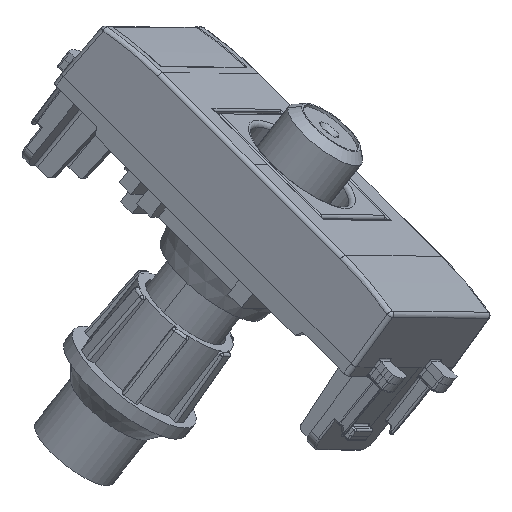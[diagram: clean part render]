
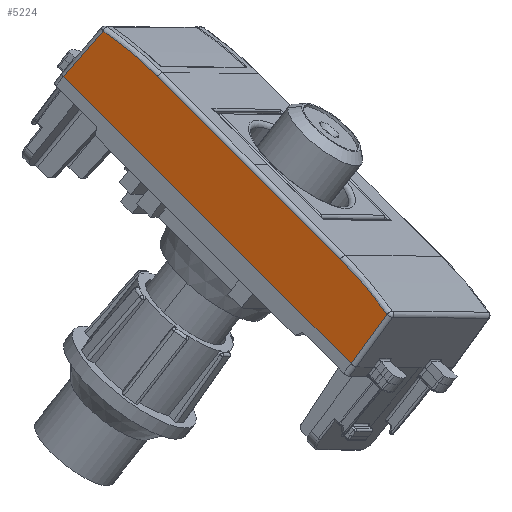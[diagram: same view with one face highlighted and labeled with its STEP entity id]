
A CAD part, isometric view. The second image highlights one B-rep face of the part: STEP entity #5224.
In plain terms, the highlighted face is planar.
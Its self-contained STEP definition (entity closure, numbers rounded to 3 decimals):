
#3872=CARTESIAN_POINT('Vertex',(-21.669,11.119,7.708)) ;
#3875=CARTESIAN_POINT('Line Origine',(-21.78,11.141,5.16)) ;
#3879=CARTESIAN_POINT('Vertex',(-21.95,11.175,1.275)) ;
#5177=CARTESIAN_POINT('Axis2P3D Location',(0.,11.175,1.275)) ;
#5183=CARTESIAN_POINT('Control Point',(-13.969,11.113,8.379)) ;
#5184=CARTESIAN_POINT('Control Point',(-16.549,11.113,8.379)) ;
#5185=CARTESIAN_POINT('Control Point',(-19.128,11.115,8.155)) ;
#5186=CARTESIAN_POINT('Control Point',(-21.669,11.119,7.708)) ;
#5187=CARTESIAN_POINT('Vertex',(-13.969,11.113,8.379)) ;
#5190=CARTESIAN_POINT('Line Origine',(0.,11.113,8.379)) ;
#5194=CARTESIAN_POINT('Vertex',(13.969,11.113,8.379)) ;
#5198=CARTESIAN_POINT('Control Point',(21.669,11.119,7.708)) ;
#5199=CARTESIAN_POINT('Control Point',(19.128,11.115,8.155)) ;
#5200=CARTESIAN_POINT('Control Point',(16.549,11.113,8.379)) ;
#5201=CARTESIAN_POINT('Control Point',(13.969,11.113,8.379)) ;
#5202=CARTESIAN_POINT('Vertex',(21.669,11.119,7.708)) ;
#5206=CARTESIAN_POINT('Control Point',(21.669,11.119,7.708)) ;
#5207=CARTESIAN_POINT('Control Point',(21.95,11.175,1.275)) ;
#5208=CARTESIAN_POINT('Vertex',(21.95,11.175,1.275)) ;
#5211=CARTESIAN_POINT('Line Origine',(0.,11.175,1.275)) ;
#3876=DIRECTION('Vector Direction',(0.044,-0.009,0.999)) ;
#5178=DIRECTION('Axis2P3D Direction',(0.,-1.,-0.009)) ;
#5179=DIRECTION('Axis2P3D XDirection',(-1.,0.,0.)) ;
#5191=DIRECTION('Vector Direction',(-1.,0.,0.)) ;
#5212=DIRECTION('Vector Direction',(-1.,0.,0.)) ;
#5180=AXIS2_PLACEMENT_3D('Plane Axis2P3D',#5177,#5178,#5179) ;
#5217=ORIENTED_EDGE('',*,*,#3881,.F.) ;
#5218=ORIENTED_EDGE('',*,*,#5189,.F.) ;
#5219=ORIENTED_EDGE('',*,*,#5196,.F.) ;
#5220=ORIENTED_EDGE('',*,*,#5204,.F.) ;
#5221=ORIENTED_EDGE('',*,*,#5210,.F.) ;
#5222=ORIENTED_EDGE('',*,*,#5215,.F.) ;
#3877=VECTOR('Line Direction',#3876,1.) ;
#5192=VECTOR('Line Direction',#5191,1.) ;
#5213=VECTOR('Line Direction',#5212,1.) ;
#5224=ADVANCED_FACE('PartBody',(#5223),#5181,.F.) ;
#5182=B_SPLINE_CURVE_WITH_KNOTS('',3,(#5183,#5184,#5185,#5186),.UNSPECIFIED.,.F.,.U.,(4,4),(40.15,51.156),.UNSPECIFIED.) ;
#5197=B_SPLINE_CURVE_WITH_KNOTS('',3,(#5198,#5199,#5200,#5201),.UNSPECIFIED.,.F.,.U.,(4,4),(14.042,25.047),.UNSPECIFIED.) ;
#5205=B_SPLINE_CURVE_WITH_KNOTS('',1,(#5206,#5207),.UNSPECIFIED.,.F.,.U.,(2,2),(-2.551,3.889),.UNSPECIFIED.) ;
#3881=EDGE_CURVE('',#3873,#3880,#3878,.F.) ;
#5189=EDGE_CURVE('',#5188,#3873,#5182,.T.) ;
#5196=EDGE_CURVE('',#5195,#5188,#5193,.T.) ;
#5204=EDGE_CURVE('',#5203,#5195,#5197,.T.) ;
#5210=EDGE_CURVE('',#5209,#5203,#5205,.F.) ;
#5215=EDGE_CURVE('',#3880,#5209,#5214,.F.) ;
#5216=EDGE_LOOP('',(#5217,#5218,#5219,#5220,#5221,#5222)) ;
#5223=FACE_OUTER_BOUND('',#5216,.T.) ;
#3878=LINE('Line',#3875,#3877) ;
#5193=LINE('Line',#5190,#5192) ;
#5214=LINE('Line',#5211,#5213) ;
#5181=PLANE('',#5180) ;
#3873=VERTEX_POINT('',#3872) ;
#3880=VERTEX_POINT('',#3879) ;
#5188=VERTEX_POINT('',#5187) ;
#5195=VERTEX_POINT('',#5194) ;
#5203=VERTEX_POINT('',#5202) ;
#5209=VERTEX_POINT('',#5208) ;
